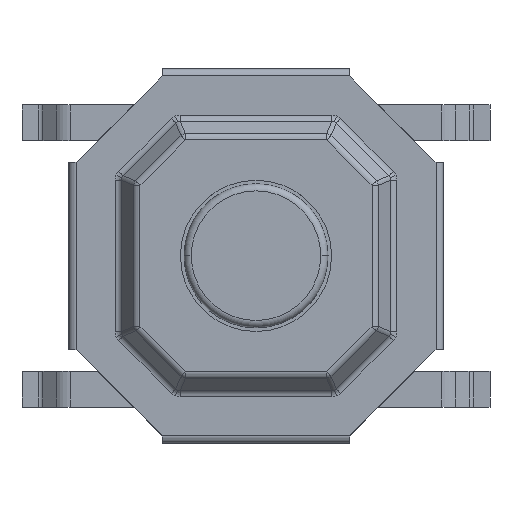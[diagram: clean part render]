
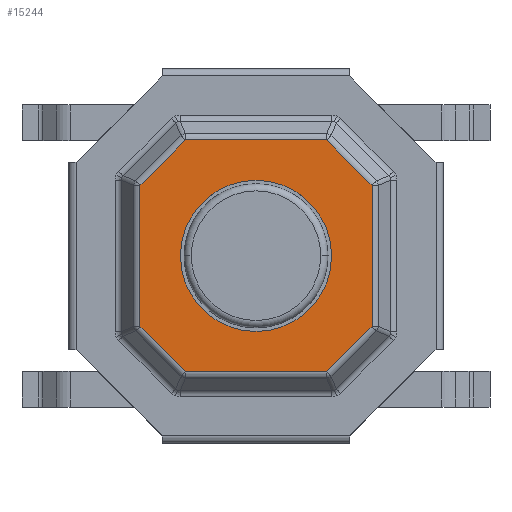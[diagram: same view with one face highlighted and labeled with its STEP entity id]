
A CAD part, top view. The second image highlights one B-rep face of the part: STEP entity #15244.
In plain terms, the highlighted planar face has unit normal (0, 0, 1).
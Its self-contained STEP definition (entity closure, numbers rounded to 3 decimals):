
#87 = DIRECTION ( 'NONE',  ( 1., 0., 0. ) ) ;
#529 = CARTESIAN_POINT ( 'NONE',  ( 1.611, 0., 1.2 ) ) ;
#534 = CIRCLE ( 'NONE', #2381, 1.05 ) ;
#571 = DIRECTION ( 'NONE',  ( 0., -1., 0. ) ) ;
#682 = CARTESIAN_POINT ( 'NONE',  ( 1.05, 0., 1.2 ) ) ;
#756 = AXIS2_PLACEMENT_3D ( 'NONE', #3264, #16677, #5031 ) ;
#768 = LINE ( 'NONE', #7874, #2013 ) ;
#898 = DIRECTION ( 'NONE',  ( 0., 1., 0. ) ) ;
#1197 = CIRCLE ( 'NONE', #6720, 1.05 ) ;
#1271 = PLANE ( 'NONE',  #756 ) ;
#1676 = DIRECTION ( 'NONE',  ( -1., 0., 0. ) ) ;
#1992 = CARTESIAN_POINT ( 'NONE',  ( 1.611, 0.98, 1.2 ) ) ;
#2013 = VECTOR ( 'NONE', #571, 1000. ) ;
#2381 = AXIS2_PLACEMENT_3D ( 'NONE', #11822, #9051, #10475 ) ;
#2561 = CARTESIAN_POINT ( 'NONE',  ( 0.98, -1.611, 1.2 ) ) ;
#2686 = EDGE_CURVE ( 'NONE', #5469, #14995, #7799, .T. ) ;
#2704 = FACE_OUTER_BOUND ( 'NONE', #17750, .T. ) ;
#2986 = LINE ( 'NONE', #9028, #7285 ) ;
#3242 = EDGE_CURVE ( 'NONE', #5739, #6778, #534, .T. ) ;
#3264 = CARTESIAN_POINT ( 'NONE',  ( 0., 0., 1.2 ) ) ;
#3333 = EDGE_CURVE ( 'NONE', #6761, #13796, #9444, .T. ) ;
#3375 = CARTESIAN_POINT ( 'NONE',  ( -1.296, -1.296, 1.2 ) ) ;
#3702 = EDGE_CURVE ( 'NONE', #13796, #5469, #2986, .T. ) ;
#3879 = ORIENTED_EDGE ( 'NONE', *, *, #6461, .T. ) ;
#4469 = EDGE_CURVE ( 'NONE', #11019, #6761, #768, .T. ) ;
#4956 = DIRECTION ( 'NONE',  ( 0.707, 0.707, 0. ) ) ;
#5031 = DIRECTION ( 'NONE',  ( -1., 0., 0. ) ) ;
#5061 = LINE ( 'NONE', #7816, #14394 ) ;
#5469 = VERTEX_POINT ( 'NONE', #2561 ) ;
#5739 = VERTEX_POINT ( 'NONE', #8398 ) ;
#6421 = ORIENTED_EDGE ( 'NONE', *, *, #3333, .T. ) ;
#6461 = EDGE_CURVE ( 'NONE', #7193, #12885, #12120, .T. ) ;
#6603 = DIRECTION ( 'NONE',  ( 1., 0., 0. ) ) ;
#6720 = AXIS2_PLACEMENT_3D ( 'NONE', #16637, #10716, #6603 ) ;
#6761 = VERTEX_POINT ( 'NONE', #12296 ) ;
#6778 = VERTEX_POINT ( 'NONE', #682 ) ;
#7193 = VERTEX_POINT ( 'NONE', #11487 ) ;
#7285 = VECTOR ( 'NONE', #87, 1000. ) ;
#7290 = VECTOR ( 'NONE', #4956, 1000. ) ;
#7447 = EDGE_CURVE ( 'NONE', #14995, #8863, #13698, .T. ) ;
#7479 = LINE ( 'NONE', #18037, #9478 ) ;
#7799 = LINE ( 'NONE', #12302, #7290 ) ;
#7816 = CARTESIAN_POINT ( 'NONE',  ( -1.296, 1.296, 1.2 ) ) ;
#7860 = CARTESIAN_POINT ( 'NONE',  ( -0.98, -1.611, 1.2 ) ) ;
#7874 = CARTESIAN_POINT ( 'NONE',  ( -1.611, 0., 1.2 ) ) ;
#8270 = ORIENTED_EDGE ( 'NONE', *, *, #3242, .F. ) ;
#8398 = CARTESIAN_POINT ( 'NONE',  ( -1.05, 0., 1.2 ) ) ;
#8696 = ORIENTED_EDGE ( 'NONE', *, *, #4469, .T. ) ;
#8863 = VERTEX_POINT ( 'NONE', #1992 ) ;
#9028 = CARTESIAN_POINT ( 'NONE',  ( 0., -1.611, 1.2 ) ) ;
#9051 = DIRECTION ( 'NONE',  ( 0., 0., 1. ) ) ;
#9444 = LINE ( 'NONE', #3375, #9761 ) ;
#9478 = VECTOR ( 'NONE', #11886, 1000. ) ;
#9761 = VECTOR ( 'NONE', #15273, 1000. ) ;
#10038 = ORIENTED_EDGE ( 'NONE', *, *, #14430, .T. ) ;
#10242 = CARTESIAN_POINT ( 'NONE',  ( -0.98, 1.611, 1.2 ) ) ;
#10269 = EDGE_LOOP ( 'NONE', ( #14025, #8270 ) ) ;
#10475 = DIRECTION ( 'NONE',  ( 1., 0., 0. ) ) ;
#10582 = DIRECTION ( 'NONE',  ( -0.707, -0.707, 0. ) ) ;
#10716 = DIRECTION ( 'NONE',  ( 0., 0., 1. ) ) ;
#11019 = VERTEX_POINT ( 'NONE', #16770 ) ;
#11487 = CARTESIAN_POINT ( 'NONE',  ( 0.98, 1.611, 1.2 ) ) ;
#11822 = CARTESIAN_POINT ( 'NONE',  ( 0., 0., 1.2 ) ) ;
#11886 = DIRECTION ( 'NONE',  ( -0.707, 0.707, 0. ) ) ;
#12120 = LINE ( 'NONE', #13494, #16608 ) ;
#12296 = CARTESIAN_POINT ( 'NONE',  ( -1.611, -0.98, 1.2 ) ) ;
#12302 = CARTESIAN_POINT ( 'NONE',  ( 1.296, -1.296, 1.2 ) ) ;
#12741 = CARTESIAN_POINT ( 'NONE',  ( 1.611, -0.98, 1.2 ) ) ;
#12885 = VERTEX_POINT ( 'NONE', #10242 ) ;
#13081 = FACE_BOUND ( 'NONE', #10269, .T. ) ;
#13294 = ORIENTED_EDGE ( 'NONE', *, *, #3702, .T. ) ;
#13476 = ORIENTED_EDGE ( 'NONE', *, *, #2686, .T. ) ;
#13494 = CARTESIAN_POINT ( 'NONE',  ( 0., 1.611, 1.2 ) ) ;
#13698 = LINE ( 'NONE', #529, #16606 ) ;
#13796 = VERTEX_POINT ( 'NONE', #7860 ) ;
#14012 = ORIENTED_EDGE ( 'NONE', *, *, #7447, .T. ) ;
#14025 = ORIENTED_EDGE ( 'NONE', *, *, #18519, .F. ) ;
#14394 = VECTOR ( 'NONE', #10582, 1000. ) ;
#14430 = EDGE_CURVE ( 'NONE', #8863, #7193, #7479, .T. ) ;
#14995 = VERTEX_POINT ( 'NONE', #12741 ) ;
#15244 = ADVANCED_FACE ( 'NONE', ( #2704, #13081 ), #1271, .F. ) ;
#15273 = DIRECTION ( 'NONE',  ( 0.707, -0.707, 0. ) ) ;
#16388 = ORIENTED_EDGE ( 'NONE', *, *, #18748, .T. ) ;
#16606 = VECTOR ( 'NONE', #898, 1000. ) ;
#16608 = VECTOR ( 'NONE', #1676, 1000. ) ;
#16637 = CARTESIAN_POINT ( 'NONE',  ( 0., 0., 1.2 ) ) ;
#16677 = DIRECTION ( 'NONE',  ( 0., 0., -1. ) ) ;
#16770 = CARTESIAN_POINT ( 'NONE',  ( -1.611, 0.98, 1.2 ) ) ;
#17750 = EDGE_LOOP ( 'NONE', ( #3879, #16388, #8696, #6421, #13294, #13476, #14012, #10038 ) ) ;
#18037 = CARTESIAN_POINT ( 'NONE',  ( 1.296, 1.296, 1.2 ) ) ;
#18519 = EDGE_CURVE ( 'NONE', #6778, #5739, #1197, .T. ) ;
#18748 = EDGE_CURVE ( 'NONE', #12885, #11019, #5061, .T. ) ;
